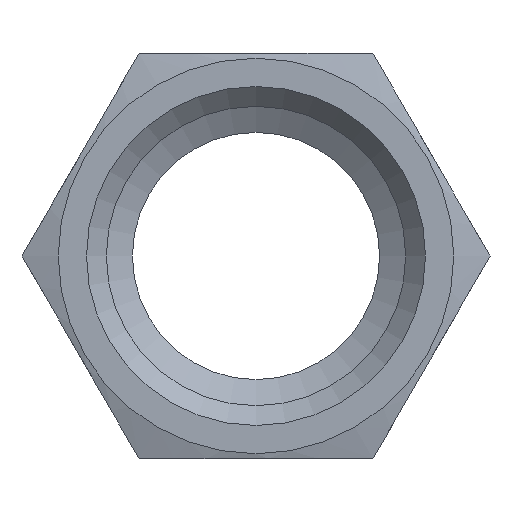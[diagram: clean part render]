
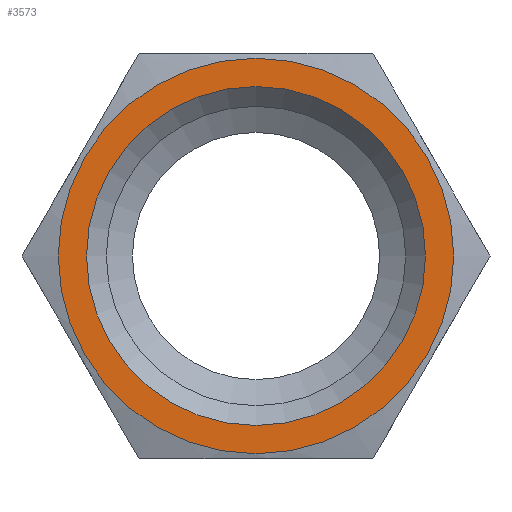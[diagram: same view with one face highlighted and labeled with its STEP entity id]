
A CAD part, left-side view. The second image highlights one B-rep face of the part: STEP entity #3573.
In plain terms, the highlighted planar face has unit normal (-1, 0, 0).
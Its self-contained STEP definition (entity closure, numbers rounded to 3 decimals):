
#79=FACE_BOUND('',#1086,.T.);
#131=CIRCLE('',#3728,17.146);
#133=CIRCLE('',#3732,20.);
#217=PLANE('',#3731);
#862=FACE_OUTER_BOUND('',#1085,.T.);
#1085=EDGE_LOOP('',(#3224));
#1086=EDGE_LOOP('',(#3225));
#1721=VERTEX_POINT('',#16666);
#1723=VERTEX_POINT('',#16672);
#2232=EDGE_CURVE('',#1721,#1721,#131,.T.);
#2234=EDGE_CURVE('',#1723,#1723,#133,.T.);
#3224=ORIENTED_EDGE('',*,*,#2234,.T.);
#3225=ORIENTED_EDGE('',*,*,#2232,.F.);
#3573=ADVANCED_FACE('',(#862,#79),#217,.F.);
#3728=AXIS2_PLACEMENT_3D('',#16667,#4188,#4189);
#3731=AXIS2_PLACEMENT_3D('',#16671,#4194,#4195);
#3732=AXIS2_PLACEMENT_3D('',#16673,#4196,#4197);
#4188=DIRECTION('center_axis',(-1.,0.,0.));
#4189=DIRECTION('ref_axis',(0.,-1.,0.));
#4194=DIRECTION('center_axis',(1.,0.,0.));
#4195=DIRECTION('ref_axis',(0.,0.,-1.));
#4196=DIRECTION('center_axis',(-1.,0.,0.));
#4197=DIRECTION('ref_axis',(0.,1.,0.));
#16666=CARTESIAN_POINT('',(0.,17.146,0.));
#16667=CARTESIAN_POINT('Origin',(0.,0.,0.));
#16671=CARTESIAN_POINT('Origin',(0.,0.,0.));
#16672=CARTESIAN_POINT('',(0.,20.,0.));
#16673=CARTESIAN_POINT('Origin',(0.,0.,0.));
